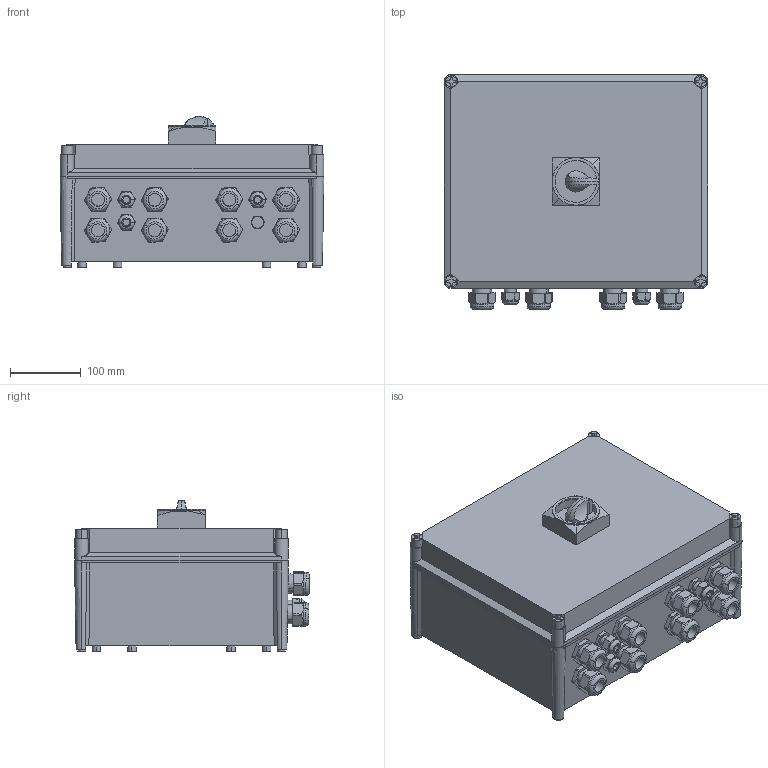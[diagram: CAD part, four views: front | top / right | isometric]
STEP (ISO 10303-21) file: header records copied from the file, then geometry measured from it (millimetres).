
FILE_DESCRIPTION(('CATIA V5 STEP Exchange','CAx-IF Rec.Pracs.--- Model Styling and Organization---1.4--- 2014-01-23'),'2;1');
FILE_NAME ('D1405815_1_2683150000_S3D_PVN1_M2_S1_CG.stp','2020-01-30T13:27:04+00:00',('none'),('Weidmueller'),'CATIA Version 5-6 Release 2016 SP3 HF44','CATIA V5 STEP AP214','none');
FILE_SCHEMA(('AUTOMOTIVE_DESIGN { 1 0 10303 214 1 1 1 1 }'));
Length unit declared in the file: millimetre
Products named in the file (1): 2683150000
Bounding box: 372.1 x 331.18 x 213.1 mm (x, y, z)
Volume: 17242855 mm3; surface area: 821468.1 mm2
Topology: 20 solids, 20 shells, 903 faces, 2854 edges, 2053 vertices
Faces by surface type: plane 396, cylinder 381, cone 96, torus 20, bspline 6, revolution 2, sphere 2
Entity records: 35006 total; most frequent: CARTESIAN_POINT 10471, ORIENTED_EDGE 5692, DIRECTION 3595, EDGE_CURVE 2846, VERTEX_POINT 2053, AXIS2_PLACEMENT_3D 1731, VECTOR 1185, LINE 1185
